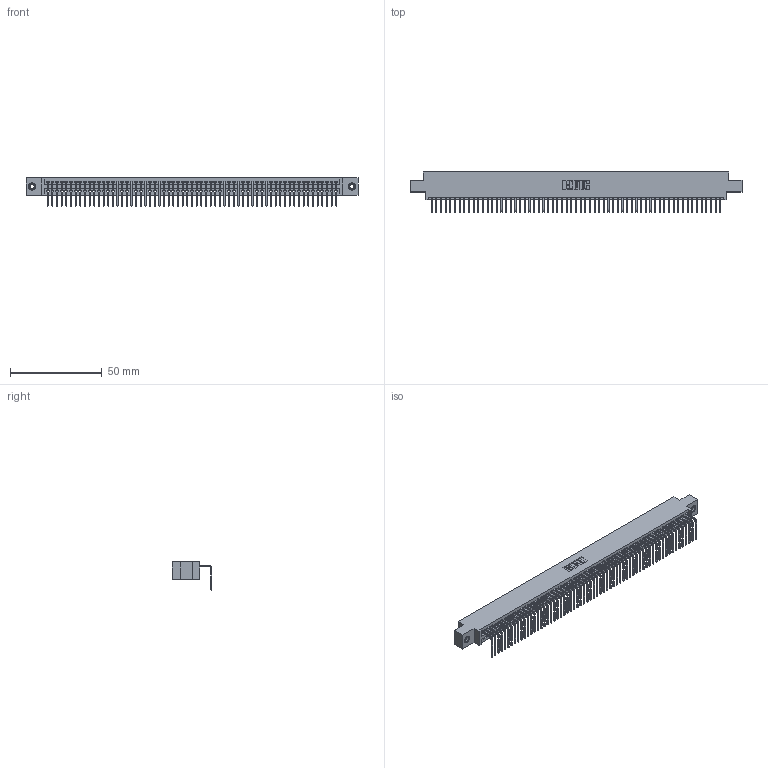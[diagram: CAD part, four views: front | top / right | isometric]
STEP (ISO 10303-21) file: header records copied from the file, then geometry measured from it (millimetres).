
FILE_DESCRIPTION (( 'STEP AP203' ), '1' );
FILE_NAME ('395-063-558-608.STEP', '2019-10-11T17:53:48', ( '' ), ( '' ), 'SwSTEP 2.0', 'SolidWorks 2016', '' );
FILE_SCHEMA (( 'CONFIG_CONTROL_DESIGN' ));
Length unit declared in the file: inch
Products named in the file (4): 345-250-001_345-250-003-102; 395-063-558-608; 345 Part_0.170 Offset - 0.156 Dia-TI; 345-292-001_558 Tail - 2
Assembly tree (66 placements, depth 2):
  395-063-558-608
    345 Part_0.170 Offset - 0.156 Dia-TI
    345-292-001_558 Tail - 2  x63
    345-250-001_345-250-003-102  x2
Bounding box: 181.23 x 21.83 x 15.37 mm (x, y, z)
Volume: 17475.3 mm3; surface area: 24887.7 mm2
Topology: 66 solids, 66 shells, 3970 faces, 11955 edges, 7878 vertices
Faces by surface type: plane 2762, cylinder 1192, cone 12, torus 4
Entity records: 45990 total; most frequent: CARTESIAN_POINT 7948, ORIENTED_EDGE 7938, DIRECTION 6937, EDGE_CURVE 3969, VECTOR 3565, LINE 3565, VERTEX_POINT 2640, AXIS2_PLACEMENT_3D 1686
